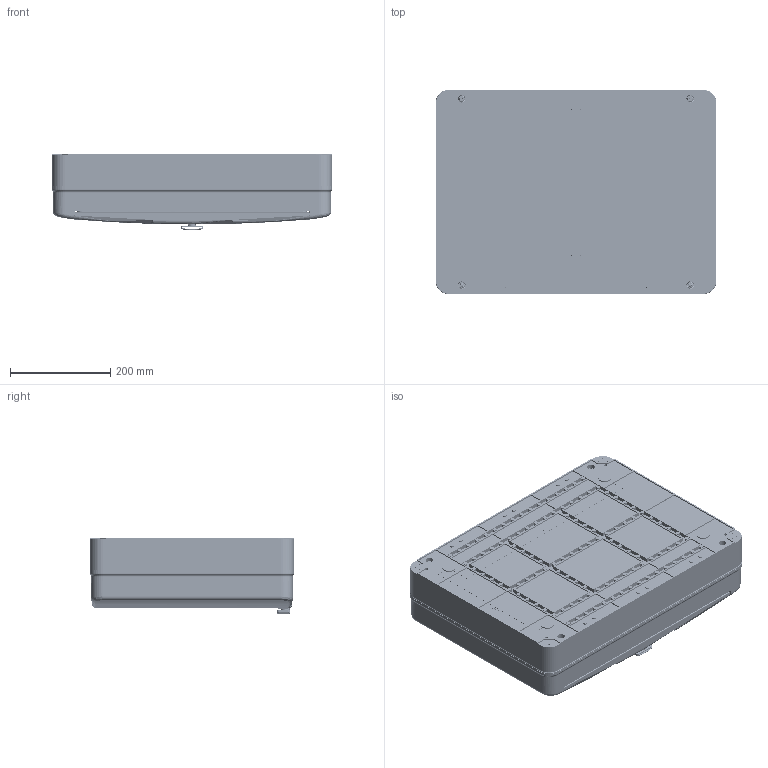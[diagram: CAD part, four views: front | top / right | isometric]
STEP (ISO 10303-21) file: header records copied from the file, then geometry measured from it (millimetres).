
FILE_DESCRIPTION (( 'STEP AP214' ), '1' );
FILE_NAME ('Box 54.STEP', '2023-04-12T13:06:17', ( '' ), ( '' ), 'SwSTEP 2.0', 'SolidWorks 2021', '' );
FILE_SCHEMA (( 'AUTOMOTIVE_DESIGN' ));
Length unit declared in the file: millimetre
Products named in the file (30): Box 54; Vstavka modulnaya; Screw M4x8; Bolt; Spiner; TEP 18; Klemma 75; Kron; Klemma 150; Door 54; Slider; ﾀ糘黑瑣 18; Case 54; Fixer; Cover 54; Bob; Panel 18; Samorez 4õ10; Handle; Prizhim; Vstavka dvuhkomp 18 ASM; Koltco 14õ2; Plank 3; Connector ; prokl verhn 54; DIN-rail L=348; Clown ; prokl nign 54; Derzhatel klemm 18; Zaglushka
Assembly tree (108 placements, depth 3):
  Box 54
    Case 54
    Cover 54
    Vstavka dvuhkomp 18 ASM  x2
      TEP 18
    Kron  x6
    DIN-rail L=348  x3
    Bob  x6
    Samorez 4õ10  x15
    Zaglushka  x4
    Koltco 14õ2  x4
    Spiner  x3
    Prizhim  x4
    Door 54
    Handle
    Clown 
    Plank 3
    Panel 18  x3
    Derzhatel klemm 18
    Klemma 75
    Klemma 150
    Screw M4x8  x30
    Fixer  x4
    Slider  x2
    Bolt  x4
    Connector   x4
    Vstavka modulnaya
    prokl nign 54
    prokl verhn 54
    ﾀ糘黑瑣 18
Bounding box: 560 x 408 x 153.19 mm (x, y, z)
Volume: 3095103.2 mm3; surface area: 2652584.9 mm2
Topology: 109 solids, 109 shells, 10693 faces, 28284 edges, 18431 vertices
Faces by surface type: plane 6544, cylinder 2744, bspline 793, cone 278, torus 270, sphere 64
Entity records: 237808 total; most frequent: CARTESIAN_POINT 72460, ORIENTED_EDGE 34642, DIRECTION 32239, EDGE_CURVE 17321, LINE 11545, VECTOR 11545, VERTEX_POINT 11260, AXIS2_PLACEMENT_3D 10347
